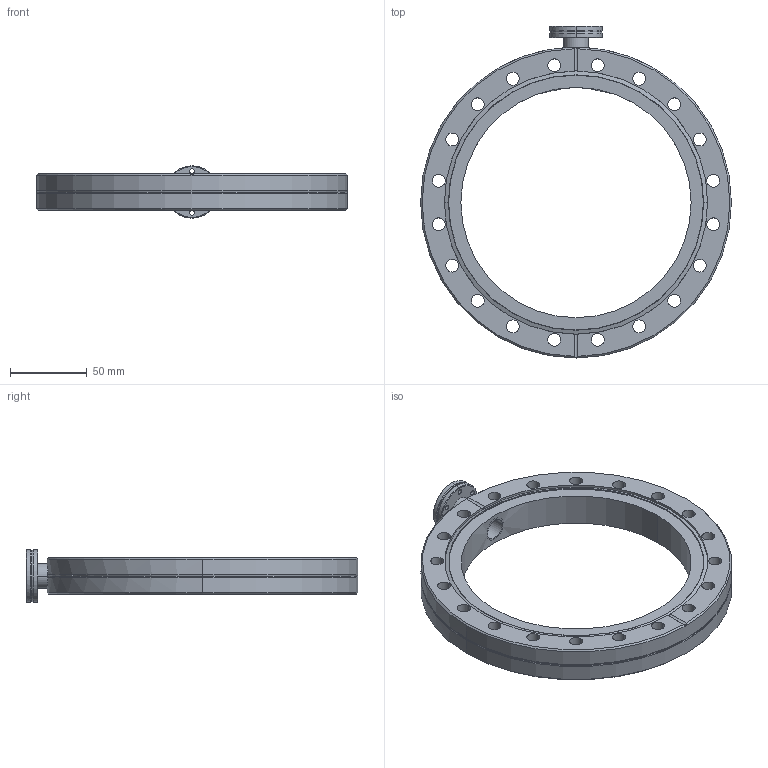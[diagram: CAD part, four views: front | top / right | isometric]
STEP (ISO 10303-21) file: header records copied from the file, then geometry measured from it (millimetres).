
FILE_DESCRIPTION (( 'STEP AP214' ), '1' );
FILE_NAME ('420FDP160-1-16.stp', '2017-05-31T07:09:38', ( '' ), ( '' ), 'SwSTEP 2.0', 'SolidWorks 2015', '' );
FILE_SCHEMA (( 'AUTOMOTIVE_DESIGN' ));
Length unit declared in the file: millimetre
Products named in the file (1): 420FDP160-1-16
Bounding box: 202.4 x 216.2 x 34 mm (x, y, z)
Volume: 309356.6 mm3; surface area: 74107.2 mm2
Topology: 3 solids, 3 shells, 134 faces, 341 edges, 215 vertices
Faces by surface type: cylinder 84, cone 21, torus 16, plane 13
Entity records: 6033 total; most frequent: CARTESIAN_POINT 1001, DIRECTION 801, ORIENTED_EDGE 682, AXIS2_PLACEMENT_3D 347, EDGE_CURVE 341, VERTEX_POINT 215, CIRCLE 212, EDGE_LOOP 196
